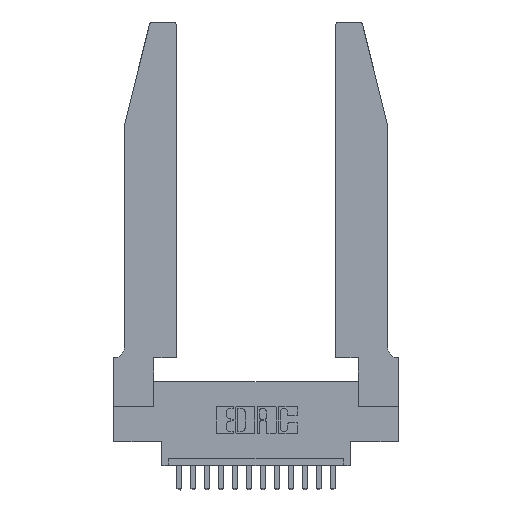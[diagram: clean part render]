
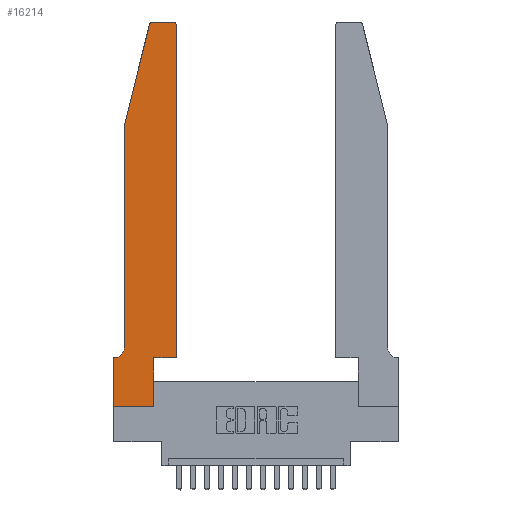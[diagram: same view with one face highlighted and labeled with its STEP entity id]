
A CAD part, top view. The second image highlights one B-rep face of the part: STEP entity #16214.
In plain terms, the highlighted planar face has unit normal (0, 0, 1).
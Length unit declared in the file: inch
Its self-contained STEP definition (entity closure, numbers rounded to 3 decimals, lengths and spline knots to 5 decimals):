
#675 = ORIENTED_EDGE ( 'NONE', *, *, #8968, .T. ) ;
#736 = EDGE_CURVE ( 'NONE', #9564, #15134, #5887, .T. ) ;
#753 = VECTOR ( 'NONE', #13378, 39.37008 ) ;
#811 = CARTESIAN_POINT ( 'NONE',  ( 0.2865, 0.35, 0.37 ) ) ;
#1024 = CARTESIAN_POINT ( 'NONE',  ( 0.2865, 0., 0.37 ) ) ;
#1107 = VECTOR ( 'NONE', #11106, 39.37008 ) ;
#1166 = DIRECTION ( 'NONE',  ( 0., 0., 1. ) ) ;
#1272 = LINE ( 'NONE', #2080, #12238 ) ;
#1395 = DIRECTION ( 'NONE',  ( 0., 0., -1. ) ) ;
#1545 = CARTESIAN_POINT ( 'NONE',  ( 0.0755, 2., 0.37 ) ) ;
#1620 = CARTESIAN_POINT ( 'NONE',  ( 0., 0.35, 0.37 ) ) ;
#1893 = CARTESIAN_POINT ( 'NONE',  ( 0.0755, 2., 0.37 ) ) ;
#2030 = DIRECTION ( 'NONE',  ( 1., 0., 0. ) ) ;
#2080 = CARTESIAN_POINT ( 'NONE',  ( 0., 0., 0.37 ) ) ;
#2147 = EDGE_CURVE ( 'NONE', #15438, #11180, #17239, .T. ) ;
#2329 = CARTESIAN_POINT ( 'NONE',  ( 0.4505, 0.35, 0.37 ) ) ;
#2836 = CARTESIAN_POINT ( 'NONE',  ( 0.25487, 2.72718, 0.37 ) ) ;
#2860 = LINE ( 'NONE', #8172, #1107 ) ;
#3092 = CARTESIAN_POINT ( 'NONE',  ( 0.0755, 0.42, 0.37 ) ) ;
#3298 = EDGE_CURVE ( 'NONE', #17655, #4233, #13102, .T. ) ;
#3348 = DIRECTION ( 'NONE',  ( 0., -1., 0. ) ) ;
#3561 = CARTESIAN_POINT ( 'NONE',  ( 0., 0.35, 0.37 ) ) ;
#3674 = DIRECTION ( 'NONE',  ( 0., 1., 0. ) ) ;
#3769 = EDGE_CURVE ( 'NONE', #16987, #15438, #15449, .T. ) ;
#3801 = ORIENTED_EDGE ( 'NONE', *, *, #12020, .T. ) ;
#3816 = CIRCLE ( 'NONE', #13476, 0.03 ) ;
#4061 = CIRCLE ( 'NONE', #14324, 0.03 ) ;
#4227 = LINE ( 'NONE', #8036, #8096 ) ;
#4233 = VERTEX_POINT ( 'NONE', #5889 ) ;
#4377 = EDGE_CURVE ( 'NONE', #12150, #16987, #11720, .T. ) ;
#4487 = DIRECTION ( 'NONE',  ( 1., 0., 0. ) ) ;
#5085 = EDGE_CURVE ( 'NONE', #13993, #6691, #11683, .T. ) ;
#5668 = DIRECTION ( 'NONE',  ( -1., 0., 0. ) ) ;
#5832 = ORIENTED_EDGE ( 'NONE', *, *, #3298, .T. ) ;
#5887 = LINE ( 'NONE', #7005, #16119 ) ;
#5889 = CARTESIAN_POINT ( 'NONE',  ( 0.4505, 2.72, 0.37 ) ) ;
#6089 = EDGE_CURVE ( 'NONE', #11180, #13993, #12131, .T. ) ;
#6096 = VECTOR ( 'NONE', #3674, 39.37008 ) ;
#6173 = VERTEX_POINT ( 'NONE', #1024 ) ;
#6458 = DIRECTION ( 'NONE',  ( 1., 0., 0. ) ) ;
#6605 = ORIENTED_EDGE ( 'NONE', *, *, #6089, .T. ) ;
#6691 = VERTEX_POINT ( 'NONE', #12757 ) ;
#7005 = CARTESIAN_POINT ( 'NONE',  ( 0.2605, 2.75, 0.37 ) ) ;
#7388 = ORIENTED_EDGE ( 'NONE', *, *, #5085, .T. ) ;
#7771 = ORIENTED_EDGE ( 'NONE', *, *, #736, .T. ) ;
#8008 = ORIENTED_EDGE ( 'NONE', *, *, #3769, .T. ) ;
#8036 = CARTESIAN_POINT ( 'NONE',  ( 0.4505, 0.35, 0.37 ) ) ;
#8096 = VECTOR ( 'NONE', #16472, 39.37008 ) ;
#8172 = CARTESIAN_POINT ( 'NONE',  ( 0.2865, 0.35, 0.37 ) ) ;
#8395 = VECTOR ( 'NONE', #5668, 39.37008 ) ;
#8666 = CARTESIAN_POINT ( 'NONE',  ( 0.284, 2.75, 0.37 ) ) ;
#8968 = EDGE_CURVE ( 'NONE', #6691, #6173, #1272, .T. ) ;
#9064 = ORIENTED_EDGE ( 'NONE', *, *, #2147, .T. ) ;
#9143 = PLANE ( 'NONE',  #11371 ) ;
#9374 = CARTESIAN_POINT ( 'NONE',  ( 0.0055, 0.35, 0.37 ) ) ;
#9564 = VERTEX_POINT ( 'NONE', #15962 ) ;
#9807 = DIRECTION ( 'NONE',  ( -1., 0., 0. ) ) ;
#10380 = DIRECTION ( 'NONE',  ( 0., 0., 1. ) ) ;
#10452 = DIRECTION ( 'NONE',  ( 0., 0., 1. ) ) ;
#10521 = CARTESIAN_POINT ( 'NONE',  ( 0.4205, 2.72, 0.37 ) ) ;
#11106 = DIRECTION ( 'NONE',  ( 0., 1., 0. ) ) ;
#11180 = VERTEX_POINT ( 'NONE', #9374 ) ;
#11371 = AXIS2_PLACEMENT_3D ( 'NONE', #3561, #10380, #2030 ) ;
#11645 = AXIS2_PLACEMENT_3D ( 'NONE', #16302, #1395, #9807 ) ;
#11683 = LINE ( 'NONE', #17802, #753 ) ;
#11720 = LINE ( 'NONE', #1893, #17837 ) ;
#12020 = EDGE_CURVE ( 'NONE', #4233, #9564, #3816, .T. ) ;
#12131 = LINE ( 'NONE', #16672, #8395 ) ;
#12150 = VERTEX_POINT ( 'NONE', #2836 ) ;
#12238 = VECTOR ( 'NONE', #4487, 39.37008 ) ;
#12757 = CARTESIAN_POINT ( 'NONE',  ( 0., 0., 0.37 ) ) ;
#13087 = VECTOR ( 'NONE', #3348, 39.37008 ) ;
#13102 = LINE ( 'NONE', #14791, #6096 ) ;
#13246 = ORIENTED_EDGE ( 'NONE', *, *, #16415, .T. ) ;
#13378 = DIRECTION ( 'NONE',  ( 0., -1., 0. ) ) ;
#13476 = AXIS2_PLACEMENT_3D ( 'NONE', #10521, #10452, #6458 ) ;
#13788 = DIRECTION ( 'NONE',  ( 1., 0., 0. ) ) ;
#13799 = EDGE_CURVE ( 'NONE', #6173, #14237, #2860, .T. ) ;
#13993 = VERTEX_POINT ( 'NONE', #1620 ) ;
#14237 = VERTEX_POINT ( 'NONE', #811 ) ;
#14311 = FACE_OUTER_BOUND ( 'NONE', #15570, .T. ) ;
#14324 = AXIS2_PLACEMENT_3D ( 'NONE', #16624, #1166, #13788 ) ;
#14664 = DIRECTION ( 'NONE',  ( -0.239, -0.971, 0. ) ) ;
#14774 = ORIENTED_EDGE ( 'NONE', *, *, #13799, .T. ) ;
#14791 = CARTESIAN_POINT ( 'NONE',  ( 0.4505, 0.35, 0.37 ) ) ;
#15134 = VERTEX_POINT ( 'NONE', #8666 ) ;
#15230 = EDGE_CURVE ( 'NONE', #14237, #17655, #4227, .T. ) ;
#15438 = VERTEX_POINT ( 'NONE', #3092 ) ;
#15449 = LINE ( 'NONE', #17364, #13087 ) ;
#15570 = EDGE_LOOP ( 'NONE', ( #7771, #13246, #16575, #8008, #9064, #6605, #7388, #675, #14774, #16448, #5832, #3801 ) ) ;
#15962 = CARTESIAN_POINT ( 'NONE',  ( 0.4205, 2.75, 0.37 ) ) ;
#16119 = VECTOR ( 'NONE', #17136, 39.37008 ) ;
#16214 = ADVANCED_FACE ( 'NONE', ( #14311 ), #9143, .T. ) ;
#16302 = CARTESIAN_POINT ( 'NONE',  ( 0.0055, 0.42, 0.37 ) ) ;
#16415 = EDGE_CURVE ( 'NONE', #15134, #12150, #4061, .T. ) ;
#16448 = ORIENTED_EDGE ( 'NONE', *, *, #15230, .T. ) ;
#16472 = DIRECTION ( 'NONE',  ( 1., 0., 0. ) ) ;
#16575 = ORIENTED_EDGE ( 'NONE', *, *, #4377, .T. ) ;
#16624 = CARTESIAN_POINT ( 'NONE',  ( 0.284, 2.72, 0.37 ) ) ;
#16672 = CARTESIAN_POINT ( 'NONE',  ( 0.0755, 0.35, 0.37 ) ) ;
#16987 = VERTEX_POINT ( 'NONE', #1545 ) ;
#17136 = DIRECTION ( 'NONE',  ( -1., 0., 0. ) ) ;
#17239 = CIRCLE ( 'NONE', #11645, 0.07 ) ;
#17364 = CARTESIAN_POINT ( 'NONE',  ( 0.0755, 2., 0.37 ) ) ;
#17655 = VERTEX_POINT ( 'NONE', #2329 ) ;
#17802 = CARTESIAN_POINT ( 'NONE',  ( 0., 0., 0.37 ) ) ;
#17837 = VECTOR ( 'NONE', #14664, 39.37008 ) ;
